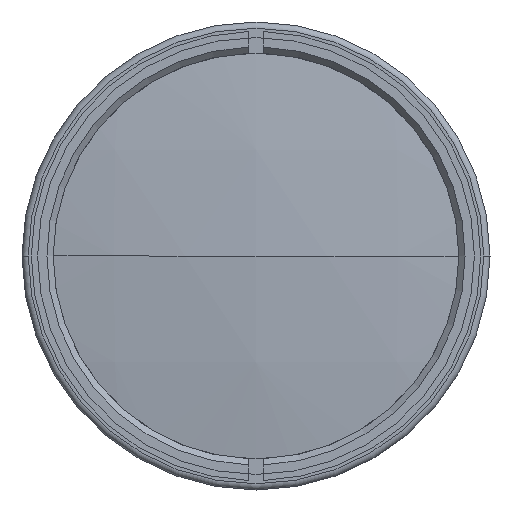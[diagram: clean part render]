
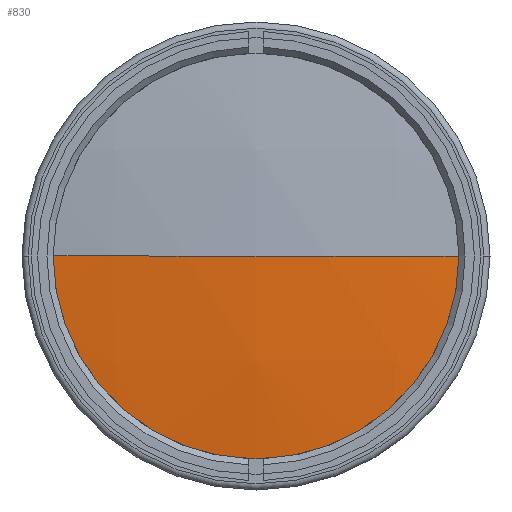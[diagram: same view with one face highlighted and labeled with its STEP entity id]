
A CAD part, left-side view. The second image highlights one B-rep face of the part: STEP entity #830.
In plain terms, the highlighted spherical face has radius 252 mm.
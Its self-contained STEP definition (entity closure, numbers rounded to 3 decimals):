
#12 = VERTEX_POINT ( 'NONE', #3518 ) ;
#254 = CIRCLE ( 'NONE', #1187, 252. ) ;
#635 = DIRECTION ( 'NONE',  ( 0., -1., 0. ) ) ;
#667 = AXIS2_PLACEMENT_3D ( 'NONE', #1921, #1699, #1123 ) ;
#822 = CIRCLE ( 'NONE', #2330, 34. ) ;
#830 = ADVANCED_FACE ( 'NONE', ( #2819 ), #3396, .T. ) ;
#873 = DIRECTION ( 'NONE',  ( 0., 0., -1. ) ) ;
#898 = CARTESIAN_POINT ( 'NONE',  ( 110.787, 0., 0. ) ) ;
#918 = CARTESIAN_POINT ( 'NONE',  ( -138.909, 0., 0. ) ) ;
#1123 = DIRECTION ( 'NONE',  ( 0., 1., 0. ) ) ;
#1187 = AXIS2_PLACEMENT_3D ( 'NONE', #898, #873, #3752 ) ;
#1223 = CIRCLE ( 'NONE', #2181, 252. ) ;
#1699 = DIRECTION ( 'NONE',  ( 0., 0., -1. ) ) ;
#1739 = ORIENTED_EDGE ( 'NONE', *, *, #2031, .T. ) ;
#1745 = DIRECTION ( 'NONE',  ( -1., 0., 0. ) ) ;
#1904 = VERTEX_POINT ( 'NONE', #1975 ) ;
#1921 = CARTESIAN_POINT ( 'NONE',  ( 110.787, 0., 0. ) ) ;
#1975 = CARTESIAN_POINT ( 'NONE',  ( -138.909, 34., 0. ) ) ;
#2027 = EDGE_CURVE ( 'NONE', #3649, #12, #254, .T. ) ;
#2031 = EDGE_CURVE ( 'NONE', #1904, #3649, #822, .T. ) ;
#2181 = AXIS2_PLACEMENT_3D ( 'NONE', #3262, #2661, #635 ) ;
#2235 = ORIENTED_EDGE ( 'NONE', *, *, #2027, .T. ) ;
#2330 = AXIS2_PLACEMENT_3D ( 'NONE', #918, #1745, #3463 ) ;
#2661 = DIRECTION ( 'NONE',  ( 0., 0., 1. ) ) ;
#2819 = FACE_OUTER_BOUND ( 'NONE', #3284, .T. ) ;
#3262 = CARTESIAN_POINT ( 'NONE',  ( 110.787, 0., 0. ) ) ;
#3284 = EDGE_LOOP ( 'NONE', ( #1739, #2235, #3632 ) ) ;
#3288 = CARTESIAN_POINT ( 'NONE',  ( -138.909, -34., 0. ) ) ;
#3396 = SPHERICAL_SURFACE ( 'NONE', #667, 252. ) ;
#3450 = EDGE_CURVE ( 'NONE', #1904, #12, #1223, .T. ) ;
#3463 = DIRECTION ( 'NONE',  ( 0., 0., 1. ) ) ;
#3518 = CARTESIAN_POINT ( 'NONE',  ( -141.213, 0., 0. ) ) ;
#3632 = ORIENTED_EDGE ( 'NONE', *, *, #3450, .F. ) ;
#3649 = VERTEX_POINT ( 'NONE', #3288 ) ;
#3752 = DIRECTION ( 'NONE',  ( 0., 1., 0. ) ) ;
